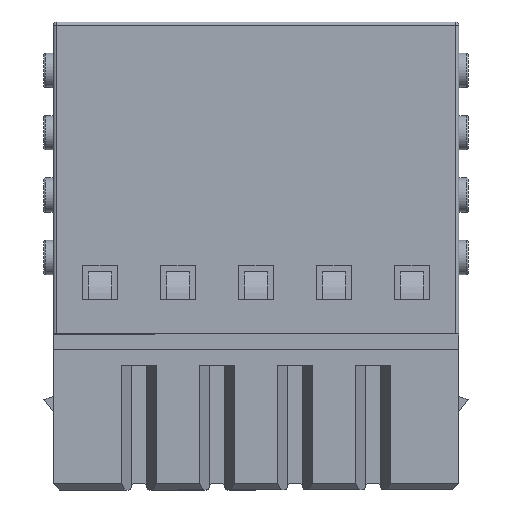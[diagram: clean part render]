
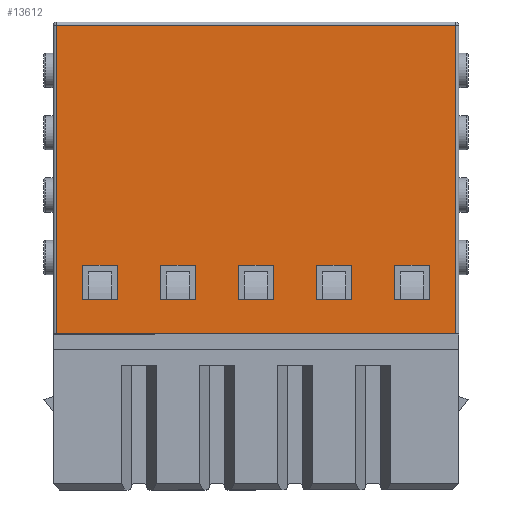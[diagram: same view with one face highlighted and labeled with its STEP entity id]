
A CAD part, front view. The second image highlights one B-rep face of the part: STEP entity #13612.
In plain terms, the highlighted planar face has unit normal (0, -1, 0).
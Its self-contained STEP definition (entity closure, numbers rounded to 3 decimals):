
#926=ORIENTED_EDGE('',*,*,#4594,.F.);
#927=ORIENTED_EDGE('',*,*,#4900,.T.);
#928=ORIENTED_EDGE('',*,*,#4901,.T.);
#929=ORIENTED_EDGE('',*,*,#4902,.T.);
#930=ORIENTED_EDGE('',*,*,#4903,.T.);
#931=ORIENTED_EDGE('',*,*,#4904,.T.);
#932=ORIENTED_EDGE('',*,*,#4905,.T.);
#933=ORIENTED_EDGE('',*,*,#4906,.T.);
#934=ORIENTED_EDGE('',*,*,#4907,.T.);
#935=ORIENTED_EDGE('',*,*,#4908,.T.);
#936=ORIENTED_EDGE('',*,*,#4909,.T.);
#937=ORIENTED_EDGE('',*,*,#4910,.T.);
#938=ORIENTED_EDGE('',*,*,#4911,.T.);
#939=ORIENTED_EDGE('',*,*,#4912,.T.);
#940=ORIENTED_EDGE('',*,*,#4913,.T.);
#941=ORIENTED_EDGE('',*,*,#4914,.T.);
#942=ORIENTED_EDGE('',*,*,#4915,.T.);
#943=ORIENTED_EDGE('',*,*,#4916,.T.);
#944=ORIENTED_EDGE('',*,*,#4917,.T.);
#945=ORIENTED_EDGE('',*,*,#4918,.T.);
#946=ORIENTED_EDGE('',*,*,#4919,.T.);
#947=ORIENTED_EDGE('',*,*,#4920,.T.);
#948=ORIENTED_EDGE('',*,*,#4921,.T.);
#949=ORIENTED_EDGE('',*,*,#4922,.T.);
#4594=EDGE_CURVE('',#6605,#6606,#7869,.T.);
#4900=EDGE_CURVE('',#6605,#6876,#8151,.F.);
#4901=EDGE_CURVE('',#6876,#6877,#8152,.T.);
#4902=EDGE_CURVE('',#6877,#6606,#8153,.T.);
#4903=EDGE_CURVE('',#6878,#6879,#8154,.T.);
#4904=EDGE_CURVE('',#6879,#6880,#8155,.T.);
#4905=EDGE_CURVE('',#6880,#6881,#8156,.T.);
#4906=EDGE_CURVE('',#6881,#6878,#8157,.T.);
#4907=EDGE_CURVE('',#6882,#6883,#8158,.T.);
#4908=EDGE_CURVE('',#6883,#6884,#8159,.T.);
#4909=EDGE_CURVE('',#6884,#6885,#8160,.T.);
#4910=EDGE_CURVE('',#6885,#6882,#8161,.T.);
#4911=EDGE_CURVE('',#6886,#6887,#8162,.T.);
#4912=EDGE_CURVE('',#6887,#6888,#8163,.T.);
#4913=EDGE_CURVE('',#6888,#6889,#8164,.T.);
#4914=EDGE_CURVE('',#6889,#6886,#8165,.T.);
#4915=EDGE_CURVE('',#6890,#6891,#8166,.T.);
#4916=EDGE_CURVE('',#6891,#6892,#8167,.T.);
#4917=EDGE_CURVE('',#6892,#6893,#8168,.T.);
#4918=EDGE_CURVE('',#6893,#6890,#8169,.T.);
#4919=EDGE_CURVE('',#6894,#6895,#8170,.T.);
#4920=EDGE_CURVE('',#6895,#6896,#8171,.T.);
#4921=EDGE_CURVE('',#6896,#6897,#8172,.T.);
#4922=EDGE_CURVE('',#6897,#6894,#8173,.T.);
#6605=VERTEX_POINT('',#19371);
#6606=VERTEX_POINT('',#19373);
#6876=VERTEX_POINT('',#19970);
#6877=VERTEX_POINT('',#19972);
#6878=VERTEX_POINT('',#19975);
#6879=VERTEX_POINT('',#19976);
#6880=VERTEX_POINT('',#19978);
#6881=VERTEX_POINT('',#19980);
#6882=VERTEX_POINT('',#19983);
#6883=VERTEX_POINT('',#19984);
#6884=VERTEX_POINT('',#19986);
#6885=VERTEX_POINT('',#19988);
#6886=VERTEX_POINT('',#19991);
#6887=VERTEX_POINT('',#19992);
#6888=VERTEX_POINT('',#19994);
#6889=VERTEX_POINT('',#19996);
#6890=VERTEX_POINT('',#19999);
#6891=VERTEX_POINT('',#20000);
#6892=VERTEX_POINT('',#20002);
#6893=VERTEX_POINT('',#20004);
#6894=VERTEX_POINT('',#20007);
#6895=VERTEX_POINT('',#20008);
#6896=VERTEX_POINT('',#20010);
#6897=VERTEX_POINT('',#20012);
#7869=LINE('',#19372,#9553);
#8151=LINE('',#19969,#9835);
#8152=LINE('',#19971,#9836);
#8153=LINE('',#19973,#9837);
#8154=LINE('',#19974,#9838);
#8155=LINE('',#19977,#9839);
#8156=LINE('',#19979,#9840);
#8157=LINE('',#19981,#9841);
#8158=LINE('',#19982,#9842);
#8159=LINE('',#19985,#9843);
#8160=LINE('',#19987,#9844);
#8161=LINE('',#19989,#9845);
#8162=LINE('',#19990,#9846);
#8163=LINE('',#19993,#9847);
#8164=LINE('',#19995,#9848);
#8165=LINE('',#19997,#9849);
#8166=LINE('',#19998,#9850);
#8167=LINE('',#20001,#9851);
#8168=LINE('',#20003,#9852);
#8169=LINE('',#20005,#9853);
#8170=LINE('',#20006,#9854);
#8171=LINE('',#20009,#9855);
#8172=LINE('',#20011,#9856);
#8173=LINE('',#20013,#9857);
#9553=VECTOR('',#15516,1000.);
#9835=VECTOR('',#15888,1000.);
#9836=VECTOR('',#15889,1000.);
#9837=VECTOR('',#15890,1000.);
#9838=VECTOR('',#15891,1000.);
#9839=VECTOR('',#15892,1000.);
#9840=VECTOR('',#15893,1000.);
#9841=VECTOR('',#15894,1000.);
#9842=VECTOR('',#15895,1000.);
#9843=VECTOR('',#15896,1000.);
#9844=VECTOR('',#15897,1000.);
#9845=VECTOR('',#15898,1000.);
#9846=VECTOR('',#15899,1000.);
#9847=VECTOR('',#15900,1000.);
#9848=VECTOR('',#15901,1000.);
#9849=VECTOR('',#15902,1000.);
#9850=VECTOR('',#15903,1000.);
#9851=VECTOR('',#15904,1000.);
#9852=VECTOR('',#15905,1000.);
#9853=VECTOR('',#15906,1000.);
#9854=VECTOR('',#15907,1000.);
#9855=VECTOR('',#15908,1000.);
#9856=VECTOR('',#15909,1000.);
#9857=VECTOR('',#15910,1000.);
#11293=EDGE_LOOP('',(#926,#927,#928,#929));
#11294=EDGE_LOOP('',(#930,#931,#932,#933));
#11295=EDGE_LOOP('',(#934,#935,#936,#937));
#11296=EDGE_LOOP('',(#938,#939,#940,#941));
#11297=EDGE_LOOP('',(#942,#943,#944,#945));
#11298=EDGE_LOOP('',(#946,#947,#948,#949));
#12169=FACE_BOUND('',#11293,.T.);
#12170=FACE_BOUND('',#11294,.T.);
#12171=FACE_BOUND('',#11295,.T.);
#12172=FACE_BOUND('',#11296,.T.);
#12173=FACE_BOUND('',#11297,.T.);
#12174=FACE_BOUND('',#11298,.T.);
#13007=PLANE('',#14470);
#13612=ADVANCED_FACE('',(#12169,#12170,#12171,#12172,#12173,#12174),#13007,
 .T.);
#14470=AXIS2_PLACEMENT_3D('',#19968,#15886,#15887);
#15516=DIRECTION('',(-1.,0.,0.));
#15886=DIRECTION('',(0.,-1.,0.));
#15887=DIRECTION('',(0.,0.,-1.));
#15888=DIRECTION('',(0.,0.,-1.));
#15889=DIRECTION('',(-1.,0.,0.));
#15890=DIRECTION('',(0.,0.,-1.));
#15891=DIRECTION('',(-1.,0.,0.));
#15892=DIRECTION('',(0.,0.,1.));
#15893=DIRECTION('',(1.,0.,0.));
#15894=DIRECTION('',(0.,0.,-1.));
#15895=DIRECTION('',(-1.,0.,0.));
#15896=DIRECTION('',(0.,0.,1.));
#15897=DIRECTION('',(1.,0.,0.));
#15898=DIRECTION('',(0.,0.,-1.));
#15899=DIRECTION('',(-1.,0.,0.));
#15900=DIRECTION('',(0.,0.,1.));
#15901=DIRECTION('',(1.,0.,0.));
#15902=DIRECTION('',(0.,0.,-1.));
#15903=DIRECTION('',(-1.,0.,0.));
#15904=DIRECTION('',(0.,0.,1.));
#15905=DIRECTION('',(1.,0.,0.));
#15906=DIRECTION('',(0.,0.,-1.));
#15907=DIRECTION('',(-1.,0.,0.));
#15908=DIRECTION('',(0.,0.,1.));
#15909=DIRECTION('',(1.,0.,0.));
#15910=DIRECTION('',(0.,0.,-1.));
#19371=CARTESIAN_POINT('',(6.4,-2.5,0.));
#19372=CARTESIAN_POINT('',(6.5,-2.5,0.));
#19373=CARTESIAN_POINT('',(-6.4,-2.5,0.));
#19968=CARTESIAN_POINT('',(6.5,-2.5,10.));
#19969=CARTESIAN_POINT('',(6.4,-2.5,10.));
#19970=CARTESIAN_POINT('',(6.4,-2.5,9.9));
#19971=CARTESIAN_POINT('',(-6.5,-2.5,9.9));
#19972=CARTESIAN_POINT('',(-6.4,-2.5,9.9));
#19973=CARTESIAN_POINT('',(-6.4,-2.5,10.));
#19974=CARTESIAN_POINT('',(-4.45,-2.5,1.1));
#19975=CARTESIAN_POINT('',(-4.45,-2.5,1.1));
#19976=CARTESIAN_POINT('',(-5.55,-2.5,1.1));
#19977=CARTESIAN_POINT('',(-5.55,-2.5,1.1));
#19978=CARTESIAN_POINT('',(-5.55,-2.5,2.2));
#19979=CARTESIAN_POINT('',(-5.55,-2.5,2.2));
#19980=CARTESIAN_POINT('',(-4.45,-2.5,2.2));
#19981=CARTESIAN_POINT('',(-4.45,-2.5,2.2));
#19982=CARTESIAN_POINT('',(-1.95,-2.5,1.1));
#19983=CARTESIAN_POINT('',(-1.95,-2.5,1.1));
#19984=CARTESIAN_POINT('',(-3.05,-2.5,1.1));
#19985=CARTESIAN_POINT('',(-3.05,-2.5,1.1));
#19986=CARTESIAN_POINT('',(-3.05,-2.5,2.2));
#19987=CARTESIAN_POINT('',(-3.05,-2.5,2.2));
#19988=CARTESIAN_POINT('',(-1.95,-2.5,2.2));
#19989=CARTESIAN_POINT('',(-1.95,-2.5,2.2));
#19990=CARTESIAN_POINT('',(0.55,-2.5,1.1));
#19991=CARTESIAN_POINT('',(0.55,-2.5,1.1));
#19992=CARTESIAN_POINT('',(-0.55,-2.5,1.1));
#19993=CARTESIAN_POINT('',(-0.55,-2.5,1.1));
#19994=CARTESIAN_POINT('',(-0.55,-2.5,2.2));
#19995=CARTESIAN_POINT('',(-0.55,-2.5,2.2));
#19996=CARTESIAN_POINT('',(0.55,-2.5,2.2));
#19997=CARTESIAN_POINT('',(0.55,-2.5,2.2));
#19998=CARTESIAN_POINT('',(3.05,-2.5,1.1));
#19999=CARTESIAN_POINT('',(3.05,-2.5,1.1));
#20000=CARTESIAN_POINT('',(1.95,-2.5,1.1));
#20001=CARTESIAN_POINT('',(1.95,-2.5,1.1));
#20002=CARTESIAN_POINT('',(1.95,-2.5,2.2));
#20003=CARTESIAN_POINT('',(1.95,-2.5,2.2));
#20004=CARTESIAN_POINT('',(3.05,-2.5,2.2));
#20005=CARTESIAN_POINT('',(3.05,-2.5,2.2));
#20006=CARTESIAN_POINT('',(5.55,-2.5,1.1));
#20007=CARTESIAN_POINT('',(5.55,-2.5,1.1));
#20008=CARTESIAN_POINT('',(4.45,-2.5,1.1));
#20009=CARTESIAN_POINT('',(4.45,-2.5,1.1));
#20010=CARTESIAN_POINT('',(4.45,-2.5,2.2));
#20011=CARTESIAN_POINT('',(4.45,-2.5,2.2));
#20012=CARTESIAN_POINT('',(5.55,-2.5,2.2));
#20013=CARTESIAN_POINT('',(5.55,-2.5,2.2));
